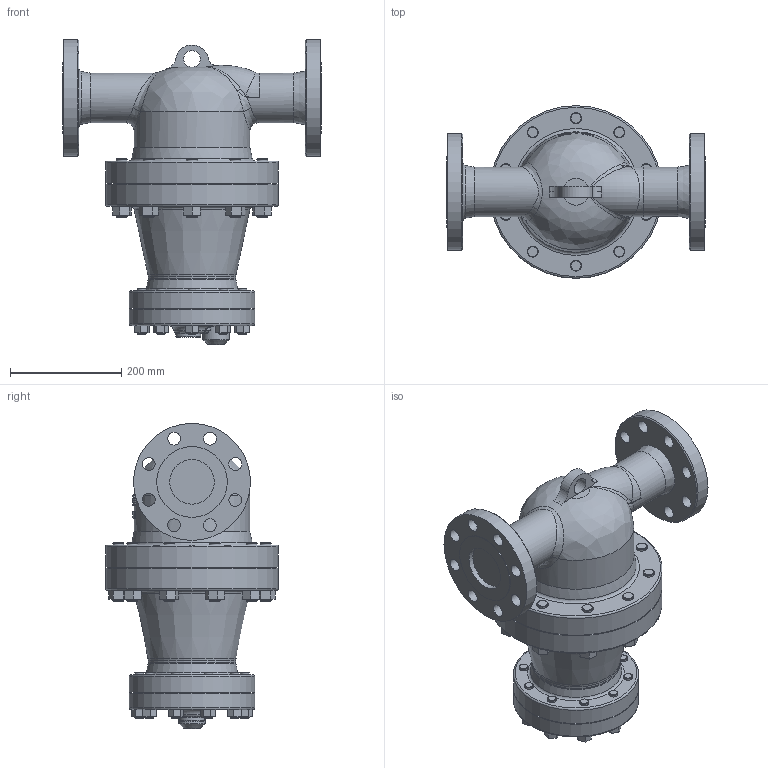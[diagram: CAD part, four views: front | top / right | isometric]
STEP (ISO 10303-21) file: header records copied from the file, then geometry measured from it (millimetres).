
FILE_DESCRIPTION((''),'2;1');
FILE_NAME('dc3ah-080-a0300-00.stp','2014-02-14T12:53:23',('akifuji'),(''),'Autodesk Inventor 2012','Autodesk Inventor 2012','');
FILE_SCHEMA(('AUTOMOTIVE_DESIGN { 1 0 10303 214 1 1 1 1 }'));
Length unit declared in the file: millimetre
Products named in the file (1): dc3ah-080-a0300-00
Bounding box: 464 x 310 x 548 mm (x, y, z)
Volume: 20931893.1 mm3; surface area: 832013.8 mm2
Topology: 1 solids, 1 shells, 452 faces, 1069 edges, 687 vertices
Faces by surface type: plane 231, cylinder 121, cone 48, bspline 32, torus 20
Full cylindrical faces by diameter (mm): 16 x30, 20 x30, 22.2 x1, 23 x16, 30 x1, 45 x1, 48 x1, 80 x2, 89 x2, 127 x2, 157.5 x1, 162.5 x1, 208 x1, 210 x2, 225 x2, 240 x1, 310 x2
Entity records: 13731 total; most frequent: CARTESIAN_POINT 3986, DIRECTION 1974, ORIENTED_EDGE 1736, EDGE_CURVE 868, AXIS2_PLACEMENT_3D 773, EDGE_LOOP 755, VERTEX_POINT 644, FACE_OUTER_BOUND 452
